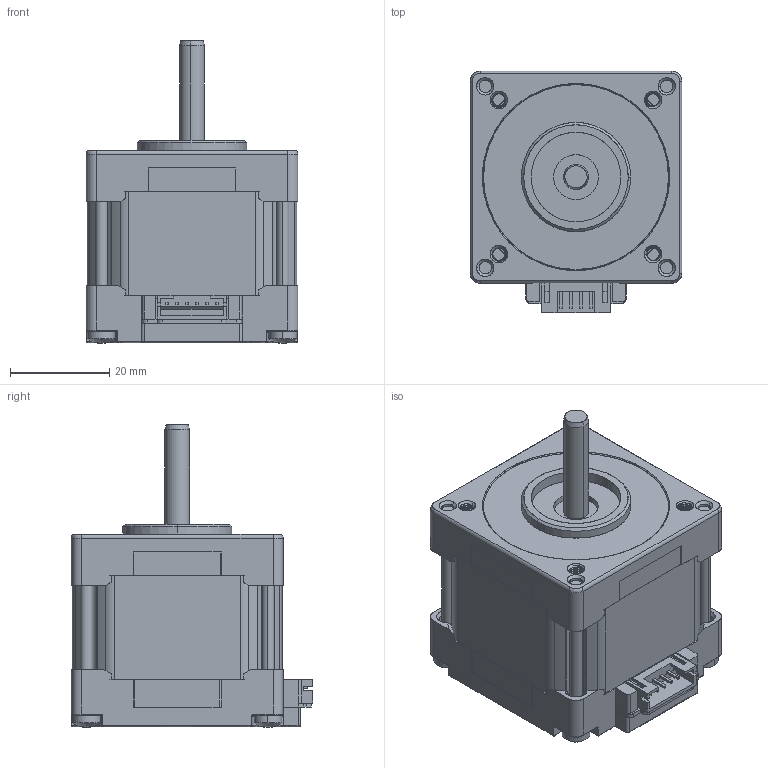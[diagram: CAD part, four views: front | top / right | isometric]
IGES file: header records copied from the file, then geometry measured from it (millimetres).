
Start section: SolidWorks IGES file using analytic representation for surfaces
Global section: file name: KF4239.IGS; native system: SolidWorks 2014; preprocessor: SolidWorks 2014; author: toru-kobayashi; date: 161021.164922; units: millimetre
Bounding box: 42.6 x 48.55 x 60.86 mm (x, y, z)
Surface area: 15112.6 mm2 (no closed solid volume)
Topology: 0 solids, 0 shells, 693 faces, 7130 edges, 7128 vertices
Faces by surface type: revolution 352, bspline 341
